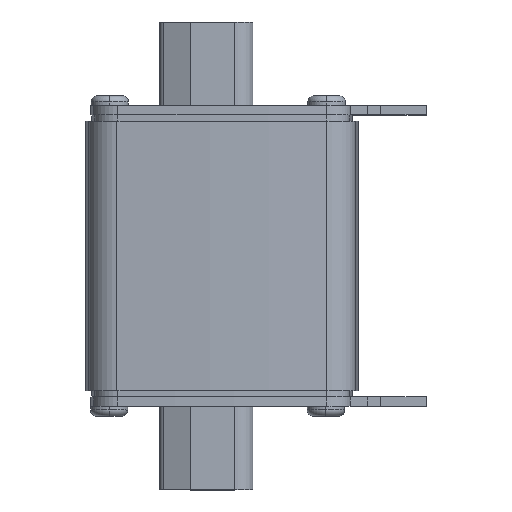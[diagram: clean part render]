
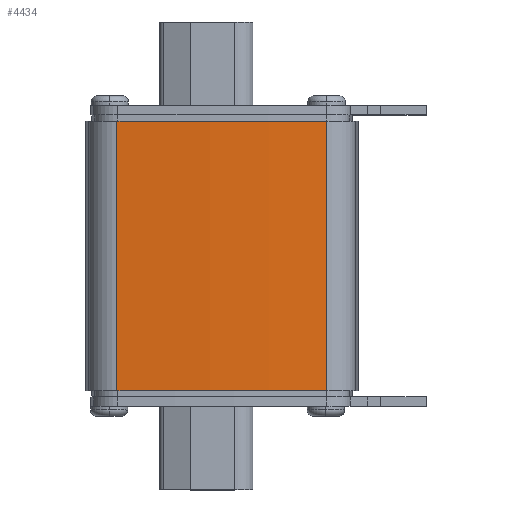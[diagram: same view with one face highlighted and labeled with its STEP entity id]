
A CAD part, top view. The second image highlights one B-rep face of the part: STEP entity #4434.
In plain terms, the highlighted free-form (B-spline) face has degree [3, 1] with [5, 2] control points.
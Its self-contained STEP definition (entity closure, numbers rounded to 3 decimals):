
#204 = EDGE_CURVE ( 'NONE', #5369, #2523, #3323, .T. ) ;
#238 = CARTESIAN_POINT ( 'NONE',  ( -16.935, 21.75, 13.6 ) ) ;
#683 = CARTESIAN_POINT ( 'NONE',  ( 0., -21.75, 14.467 ) ) ;
#797 = CARTESIAN_POINT ( 'NONE',  ( -11.29, -21.75, 14.033 ) ) ;
#1383 = CARTESIAN_POINT ( 'NONE',  ( 0., -21.75, 14.467 ) ) ;
#1418 = ORIENTED_EDGE ( 'NONE', *, *, #4947, .T. ) ;
#1596 = CARTESIAN_POINT ( 'NONE',  ( 0., 21.75, 14.467 ) ) ;
#1733 = CARTESIAN_POINT ( 'NONE',  ( 16.935, 21.75, 13.6 ) ) ;
#1952 = CARTESIAN_POINT ( 'NONE',  ( 11.29, -21.75, 14.033 ) ) ;
#2040 = ORIENTED_EDGE ( 'NONE', *, *, #4659, .F. ) ;
#2171 = CARTESIAN_POINT ( 'NONE',  ( 16.935, 21.75, 13.6 ) ) ;
#2209 = ORIENTED_EDGE ( 'NONE', *, *, #204, .F. ) ;
#2234 = EDGE_CURVE ( 'NONE', #5369, #6108, #4938, .T. ) ;
#2237 = EDGE_LOOP ( 'NONE', ( #1418, #2040, #2209, #2397 ) ) ;
#2391 = CARTESIAN_POINT ( 'NONE',  ( 11.29, -21.75, 14.033 ) ) ;
#2397 = ORIENTED_EDGE ( 'NONE', *, *, #2234, .T. ) ;
#2416 = CARTESIAN_POINT ( 'NONE',  ( -16.935, 21.75, 13.6 ) ) ;
#2518 = CARTESIAN_POINT ( 'NONE',  ( 16.935, -21.75, 13.6 ) ) ;
#2523 = VERTEX_POINT ( 'NONE', #2416 ) ;
#2941 = B_SPLINE_SURFACE_WITH_KNOTS ( 'NONE', 3, 1, ( 
 ( #3597, #238 ),
 ( #797, #4704 ),
 ( #1383, #5245 ),
 ( #1952, #5784 ),
 ( #2518, #6302 ) ),
 .UNSPECIFIED., .F., .F., .F.,
 ( 4, 1, 4 ),
 ( 2, 2 ),
 ( 0.097, 0.5, 0.903 ),
 ( 0., 1. ),
 .UNSPECIFIED. ) ;
#3068 = VECTOR ( 'NONE', #5196, 1000. ) ;
#3323 = LINE ( 'NONE', #5930, #6045 ) ;
#3477 = CARTESIAN_POINT ( 'NONE',  ( -11.29, -21.75, 14.033 ) ) ;
#3597 = CARTESIAN_POINT ( 'NONE',  ( -16.935, -21.75, 13.6 ) ) ;
#4384 = CARTESIAN_POINT ( 'NONE',  ( -16.935, 21.75, 13.6 ) ) ;
#4434 = ADVANCED_FACE ( 'NONE', ( #6125 ), #2941, .T. ) ;
#4461 = CARTESIAN_POINT ( 'NONE',  ( -16.935, -21.75, 13.6 ) ) ;
#4641 = CARTESIAN_POINT ( 'NONE',  ( 16.935, -21.75, 13.6 ) ) ;
#4659 = EDGE_CURVE ( 'NONE', #2523, #5770, #5892, .T. ) ;
#4704 = CARTESIAN_POINT ( 'NONE',  ( -11.29, 21.75, 14.033 ) ) ;
#4876 = LINE ( 'NONE', #4641, #3068 ) ;
#4909 = CARTESIAN_POINT ( 'NONE',  ( -11.29, 21.75, 14.033 ) ) ;
#4938 = B_SPLINE_CURVE_WITH_KNOTS ( 'NONE', 3,
 ( #5670, #3477, #683, #2391, #6186 ),
 .UNSPECIFIED., .F., .F.,
 ( 4, 1, 4 ),
 ( 0.097, 0.5, 0.903 ),
 .UNSPECIFIED. ) ;
#4947 = EDGE_CURVE ( 'NONE', #6108, #5770, #4876, .T. ) ;
#5013 = CARTESIAN_POINT ( 'NONE',  ( 16.935, -21.75, 13.6 ) ) ;
#5196 = DIRECTION ( 'NONE',  ( 0., 1., 0. ) ) ;
#5245 = CARTESIAN_POINT ( 'NONE',  ( 0., 21.75, 14.467 ) ) ;
#5369 = VERTEX_POINT ( 'NONE', #4461 ) ;
#5451 = CARTESIAN_POINT ( 'NONE',  ( 11.29, 21.75, 14.033 ) ) ;
#5645 = DIRECTION ( 'NONE',  ( 0., 1., 0. ) ) ;
#5670 = CARTESIAN_POINT ( 'NONE',  ( -16.935, -21.75, 13.6 ) ) ;
#5770 = VERTEX_POINT ( 'NONE', #1733 ) ;
#5784 = CARTESIAN_POINT ( 'NONE',  ( 11.29, 21.75, 14.033 ) ) ;
#5892 = B_SPLINE_CURVE_WITH_KNOTS ( 'NONE', 3,
 ( #4384, #4909, #1596, #5451, #2171 ),
 .UNSPECIFIED., .F., .F.,
 ( 4, 1, 4 ),
 ( 0.097, 0.5, 0.903 ),
 .UNSPECIFIED. ) ;
#5930 = CARTESIAN_POINT ( 'NONE',  ( -16.935, -21.75, 13.6 ) ) ;
#6045 = VECTOR ( 'NONE', #5645, 1000. ) ;
#6108 = VERTEX_POINT ( 'NONE', #5013 ) ;
#6125 = FACE_OUTER_BOUND ( 'NONE', #2237, .T. ) ;
#6186 = CARTESIAN_POINT ( 'NONE',  ( 16.935, -21.75, 13.6 ) ) ;
#6302 = CARTESIAN_POINT ( 'NONE',  ( 16.935, 21.75, 13.6 ) ) ;
